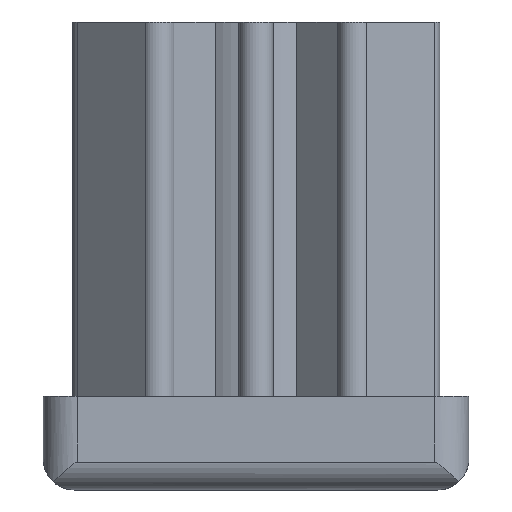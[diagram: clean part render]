
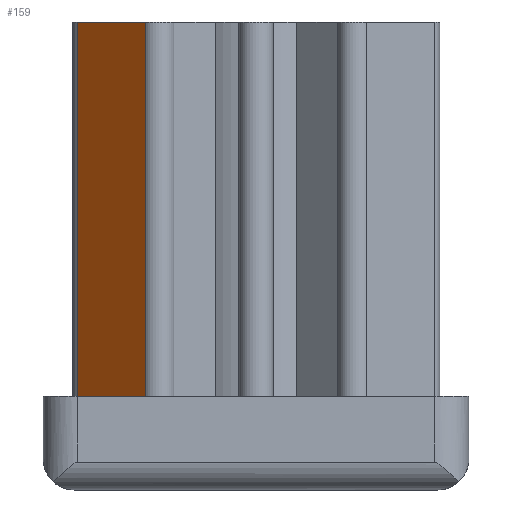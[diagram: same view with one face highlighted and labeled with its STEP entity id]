
A CAD part, left-side view. The second image highlights one B-rep face of the part: STEP entity #159.
In plain terms, the highlighted planar face has unit normal (-0.707, 0.707, 0).
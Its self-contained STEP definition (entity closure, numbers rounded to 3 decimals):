
#159 = ADVANCED_FACE( '', ( #347 ), #348, .F. );
#347 = FACE_OUTER_BOUND( '', #562, .T. );
#348 = PLANE( '', #563 );
#562 = EDGE_LOOP( '', ( #942, #943, #944, #945 ) );
#563 = AXIS2_PLACEMENT_3D( '', #946, #947, #948 );
#942 = ORIENTED_EDGE( '', *, *, #1457, .T. );
#943 = ORIENTED_EDGE( '', *, *, #1458, .T. );
#944 = ORIENTED_EDGE( '', *, *, #1459, .F. );
#945 = ORIENTED_EDGE( '', *, *, #1460, .F. );
#946 = CARTESIAN_POINT( '', ( -13., 21., 55. ) );
#947 = DIRECTION( '', ( 0.707, -0.707, 0. ) );
#948 = DIRECTION( '', ( 0.707, 0.707, 0. ) );
#1457 = EDGE_CURVE( '', #1812, #1813, #1814, .T. );
#1458 = EDGE_CURVE( '', #1813, #1815, #1816, .T. );
#1459 = EDGE_CURVE( '', #1817, #1815, #1818, .T. );
#1460 = EDGE_CURVE( '', #1812, #1817, #1819, .T. );
#1812 = VERTEX_POINT( '', #2393 );
#1813 = VERTEX_POINT( '', #2394 );
#1814 = LINE( '', #2395, #2396 );
#1815 = VERTEX_POINT( '', #2397 );
#1816 = LINE( '', #2398, #2399 );
#1817 = VERTEX_POINT( '', #2400 );
#1818 = LINE( '', #2401, #2402 );
#1819 = LINE( '', #2403, #2404 );
#2393 = CARTESIAN_POINT( '', ( -13., 21., 55. ) );
#2394 = CARTESIAN_POINT( '', ( -13., 21., 11. ) );
#2395 = CARTESIAN_POINT( '', ( -13., 21., 55. ) );
#2396 = VECTOR( '', #2732, 1000. );
#2397 = CARTESIAN_POINT( '', ( -21., 13., 11. ) );
#2398 = CARTESIAN_POINT( '', ( -13., 21., 11. ) );
#2399 = VECTOR( '', #2733, 1000. );
#2400 = CARTESIAN_POINT( '', ( -21., 13., 55. ) );
#2401 = CARTESIAN_POINT( '', ( -21., 13., 55. ) );
#2402 = VECTOR( '', #2734, 1000. );
#2403 = CARTESIAN_POINT( '', ( -13., 21., 55. ) );
#2404 = VECTOR( '', #2735, 1000. );
#2732 = DIRECTION( '', ( 0., 0., -1. ) );
#2733 = DIRECTION( '', ( -0.707, -0.707, 0. ) );
#2734 = DIRECTION( '', ( 0., 0., -1. ) );
#2735 = DIRECTION( '', ( -0.707, -0.707, 0. ) );
